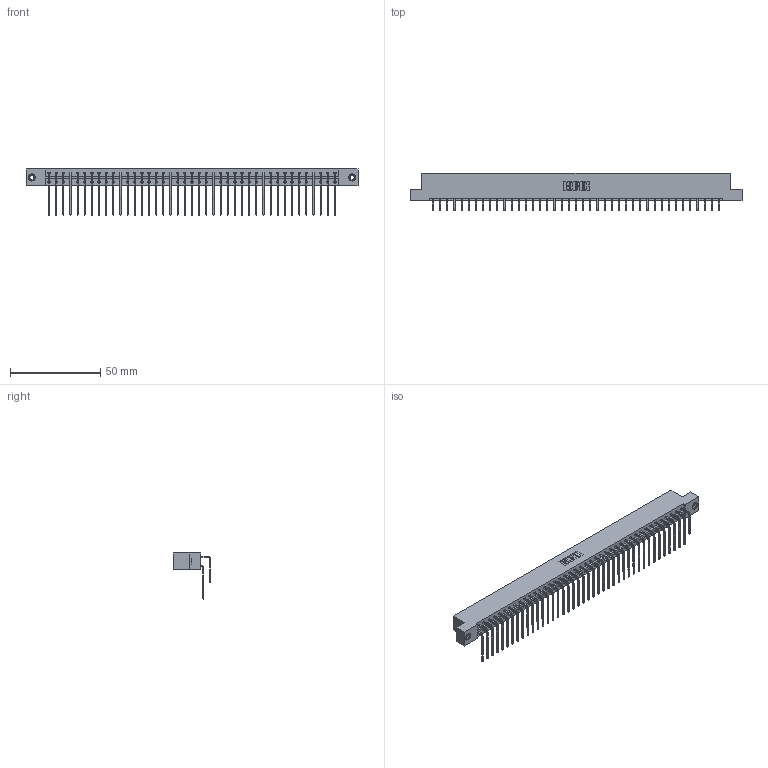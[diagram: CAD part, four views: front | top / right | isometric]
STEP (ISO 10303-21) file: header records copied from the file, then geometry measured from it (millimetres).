
FILE_DESCRIPTION (( 'STEP AP203' ), '1' );
FILE_NAME ('833-082-559-208.STEP', '2020-06-06T00:28:43', ( '' ), ( '' ), 'SwSTEP 2.0', 'SolidWorks 2020', '' );
FILE_SCHEMA (( 'CONFIG_CONTROL_DESIGN' ));
Length unit declared in the file: inch
Products named in the file (5): 345-292-001_558 559 Tail - 1; 345-250-001_345-250-003-102; 345-292-001_559 Tail - 2; 833 Part_Flush - .156 Dia - TI; 833-082-559-208
Assembly tree (85 placements, depth 2):
  833-082-559-208
    833 Part_Flush - .156 Dia - TI
    345-292-001_558 559 Tail - 1  x41
    345-292-001_559 Tail - 2  x41
    345-250-001_345-250-003-102  x2
Bounding box: 184 x 20.9 x 25.53 mm (x, y, z)
Volume: 19242.3 mm3; surface area: 25116.4 mm2
Topology: 85 solids, 85 shells, 4602 faces, 13649 edges, 8982 vertices
Faces by surface type: plane 3218, cylinder 1368, cone 12, torus 4
Entity records: 29476 total; most frequent: CARTESIAN_POINT 4920, ORIENTED_EDGE 4798, DIRECTION 4217, EDGE_CURVE 2399, LINE 2211, VECTOR 2211, VERTEX_POINT 1592, AXIS2_PLACEMENT_3D 1003
